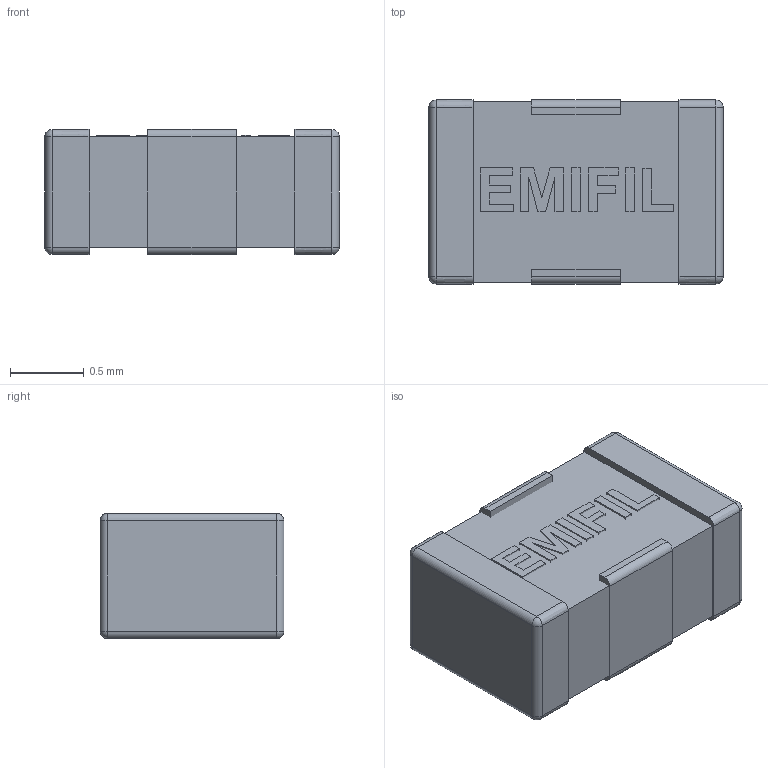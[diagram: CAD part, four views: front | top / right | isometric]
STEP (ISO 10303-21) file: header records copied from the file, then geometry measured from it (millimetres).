
FILE_DESCRIPTION (( 'STEP AP214' ), '1' );
FILE_NAME ('User Library-EMIFIL_0805.STEP', '2013-04-21T05:15:02', ( 'Windows User' ), ( '' ), 'SwSTEP 2.0', 'SolidWorks 2013', '' );
FILE_SCHEMA (( 'AUTOMOTIVE_DESIGN' ));
Length unit declared in the file: millimetre
Products named in the file (1): User Library-EMIFIL_0805
Bounding box: 2 x 1.25 x 0.85 mm (x, y, z)
Volume: 2 mm3; surface area: 17.6 mm2
Topology: 11 solids, 11 shells, 119 faces, 279 edges, 174 vertices
Faces by surface type: plane 91, cylinder 12, bspline 8, sphere 8
Entity records: 4770 total; most frequent: CARTESIAN_POINT 741, ORIENTED_EDGE 534, DIRECTION 499, EDGE_CURVE 267, VECTOR 227, LINE 227, VERTEX_POINT 170, AXIS2_PLACEMENT_3D 136
